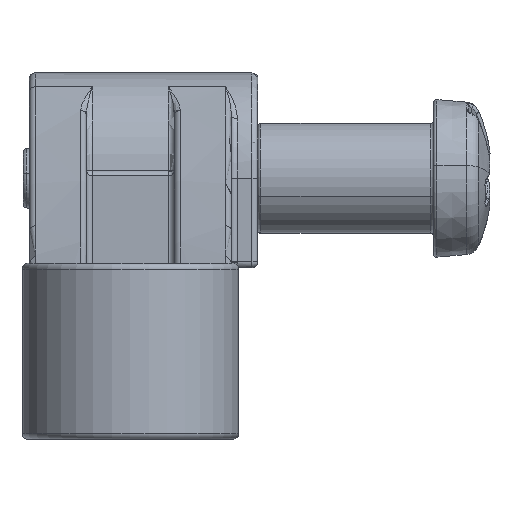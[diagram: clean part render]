
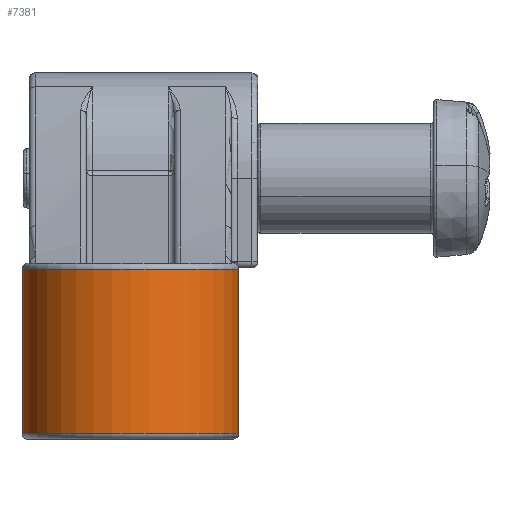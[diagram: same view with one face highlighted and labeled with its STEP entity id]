
A CAD part, front view. The second image highlights one B-rep face of the part: STEP entity #7381.
In plain terms, the highlighted cylindrical face has radius 3.7 mm (diameter 7.4 mm), a partial arc.
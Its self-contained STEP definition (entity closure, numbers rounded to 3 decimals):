
#1155=CIRCLE('',#7958,3.7);
#1163=CIRCLE('',#7969,3.7);
#1676=ORIENTED_EDGE('',*,*,#4015,.F.);
#1677=ORIENTED_EDGE('',*,*,#3971,.T.);
#1678=ORIENTED_EDGE('',*,*,#4006,.T.);
#1679=ORIENTED_EDGE('',*,*,#3979,.F.);
#3971=EDGE_CURVE('',#5153,#5150,#1155,.T.);
#3979=EDGE_CURVE('',#5157,#5159,#1163,.T.);
#4006=EDGE_CURVE('',#5150,#5159,#5794,.T.);
#4015=EDGE_CURVE('',#5153,#5157,#5798,.T.);
#5150=VERTEX_POINT('',#10559);
#5153=VERTEX_POINT('',#10567);
#5157=VERTEX_POINT('',#10578);
#5159=VERTEX_POINT('',#10585);
#5794=LINE('',#10656,#5974);
#5798=LINE('',#10694,#5978);
#5974=VECTOR('',#8888,1000.);
#5978=VECTOR('',#8898,1000.);
#6171=EDGE_LOOP('',(#1676,#1677,#1678,#1679));
#6718=FACE_BOUND('',#6171,.T.);
#7246=CYLINDRICAL_SURFACE('',#7996,3.7);
#7381=ADVANCED_FACE('',(#6718),#7246,.T.);
#7958=AXIS2_PLACEMENT_3D('',#10568,#8810,#8811);
#7969=AXIS2_PLACEMENT_3D('',#10584,#8832,#8833);
#7996=AXIS2_PLACEMENT_3D('',#10693,#8896,#8897);
#8810=DIRECTION('',(0.,0.,1.));
#8811=DIRECTION('',(1.,0.,0.));
#8832=DIRECTION('',(0.,0.,1.));
#8833=DIRECTION('',(1.,0.,0.));
#8888=DIRECTION('',(0.,0.,1.));
#8896=DIRECTION('',(0.,0.,1.));
#8897=DIRECTION('',(1.,0.,0.));
#8898=DIRECTION('',(0.,0.,1.));
#10559=CARTESIAN_POINT('',(3.7,-21.5,0.2));
#10567=CARTESIAN_POINT('',(-3.7,-21.5,0.2));
#10568=CARTESIAN_POINT('',(0.,-21.5,0.2));
#10578=CARTESIAN_POINT('',(-3.7,-21.5,5.8));
#10584=CARTESIAN_POINT('',(0.,-21.5,5.8));
#10585=CARTESIAN_POINT('',(3.7,-21.5,5.8));
#10656=CARTESIAN_POINT('',(3.7,-21.5,3.));
#10693=CARTESIAN_POINT('',(0.,-21.5,3.));
#10694=CARTESIAN_POINT('',(-3.7,-21.5,3.));
